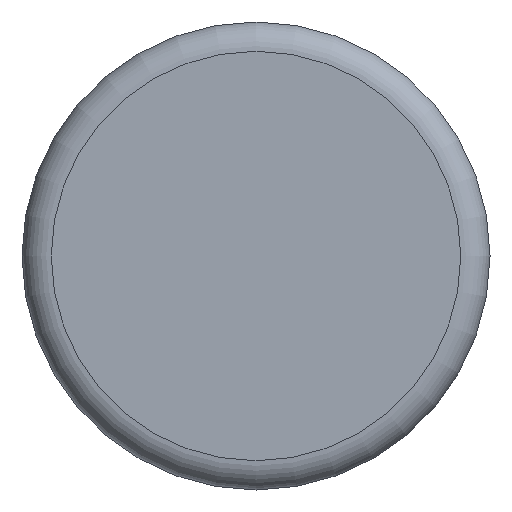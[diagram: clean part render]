
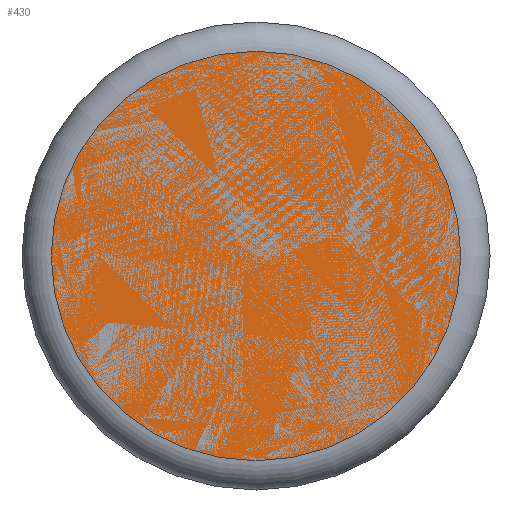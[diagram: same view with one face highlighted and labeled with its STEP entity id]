
A CAD part, front view. The second image highlights one B-rep face of the part: STEP entity #430.
In plain terms, the highlighted planar face has unit normal (0, -1, 0).
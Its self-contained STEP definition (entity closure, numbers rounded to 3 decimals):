
#358 = TOROIDAL_SURFACE('',#359,3.5,0.5);
#359 = AXIS2_PLACEMENT_3D('',#360,#361,#362);
#360 = CARTESIAN_POINT('',(0.,2.636,0.));
#361 = DIRECTION('',(-0.,-1.,-0.));
#362 = DIRECTION('',(-1.,0.,0.));
#376 = VERTEX_POINT('',#377);
#377 = CARTESIAN_POINT('',(-3.5,2.136,0.));
#399 = EDGE_CURVE('',#376,#376,#400,.T.);
#400 = SURFACE_CURVE('',#401,(#406,#413),.PCURVE_S1.);
#401 = CIRCLE('',#402,3.5);
#402 = AXIS2_PLACEMENT_3D('',#403,#404,#405);
#403 = CARTESIAN_POINT('',(0.,2.136,0.));
#404 = DIRECTION('',(0.,1.,0.));
#405 = DIRECTION('',(-1.,0.,0.));
#406 = PCURVE('',#358,#407);
#407 = DEFINITIONAL_REPRESENTATION('',(#408),#412);
#408 = LINE('',#409,#410);
#409 = CARTESIAN_POINT('',(-0.,1.571));
#410 = VECTOR('',#411,1.);
#411 = DIRECTION('',(-1.,0.));
#412 = ( GEOMETRIC_REPRESENTATION_CONTEXT(2) 
PARAMETRIC_REPRESENTATION_CONTEXT() REPRESENTATION_CONTEXT('2D SPACE',''
  ) );
#413 = PCURVE('',#414,#419);
#414 = PLANE('',#415);
#415 = AXIS2_PLACEMENT_3D('',#416,#417,#418);
#416 = CARTESIAN_POINT('',(0.,2.136,0.));
#417 = DIRECTION('',(-0.,-1.,-0.));
#418 = DIRECTION('',(1.,-0.,0.));
#419 = DEFINITIONAL_REPRESENTATION('',(#420),#428);
#420 = ( BOUNDED_CURVE() B_SPLINE_CURVE(2,(#421,#422,#423,#424,#425,#426
,#427),.UNSPECIFIED.,.T.,.F.) B_SPLINE_CURVE_WITH_KNOTS((3,2,2,3),(0.,
    2.094,4.189,6.283),
.PIECEWISE_BEZIER_KNOTS.) CURVE() GEOMETRIC_REPRESENTATION_ITEM() 
RATIONAL_B_SPLINE_CURVE((1.,0.5,1.,0.5,1.,0.5,1.)) REPRESENTATION_ITEM(
  '') );
#421 = CARTESIAN_POINT('',(-3.5,0.));
#422 = CARTESIAN_POINT('',(-3.5,6.062));
#423 = CARTESIAN_POINT('',(1.75,3.031));
#424 = CARTESIAN_POINT('',(7.,0.));
#425 = CARTESIAN_POINT('',(1.75,-3.031));
#426 = CARTESIAN_POINT('',(-3.5,-6.062));
#427 = CARTESIAN_POINT('',(-3.5,0.));
#428 = ( GEOMETRIC_REPRESENTATION_CONTEXT(2) 
PARAMETRIC_REPRESENTATION_CONTEXT() REPRESENTATION_CONTEXT('2D SPACE',''
  ) );
#430 = ADVANCED_FACE('',(#431),#414,.T.);
#431 = FACE_BOUND('',#432,.F.);
#432 = EDGE_LOOP('',(#433));
#433 = ORIENTED_EDGE('',*,*,#399,.T.);
